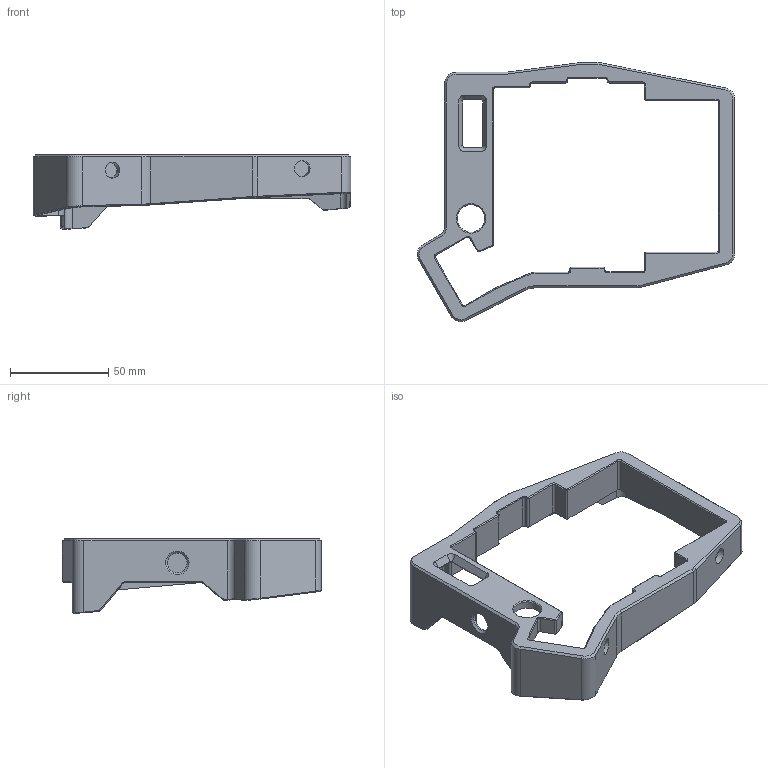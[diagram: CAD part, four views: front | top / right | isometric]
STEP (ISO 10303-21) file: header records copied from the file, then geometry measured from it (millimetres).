
FILE_DESCRIPTION(/* description */ (''),/* implementation_level */ '2;1');
FILE_NAME(/* name */ 'R-Top.step',/* time_stamp */ '2022-12-01T21:50:42+02:00',/* author */ (''),/* organization */ (''),/* preprocessor_version */ 'ST-DEVELOPER v19.2',/* originating_system */ 'Autodesk Translation Framework v11.17.0.187',/* authorisation */ '');
FILE_SCHEMA (('AUTOMOTIVE_DESIGN { 1 0 10303 214 3 1 1 }'));
Length unit declared in the file: millimetre
Products named in the file (1): FusionComponent
Bounding box: 161.65 x 132.03 x 37.93 mm (x, y, z)
Volume: 78043.6 mm3; surface area: 36370.4 mm2
Topology: 1 solids, 1 shells, 347 faces, 887 edges, 546 vertices
Faces by surface type: plane 157, cylinder 93, cone 56, bspline 39, torus 2
Full cylindrical faces by diameter (mm): 2.2 x5, 3.1 x1, 3.2 x4, 8.2 x2, 10 x1, 14 x1
Entity records: 11244 total; most frequent: CARTESIAN_POINT 2844, ORIENTED_EDGE 1764, DIRECTION 1701, EDGE_CURVE 882, LINE 593, VECTOR 593, AXIS2_PLACEMENT_3D 554, VERTEX_POINT 546
